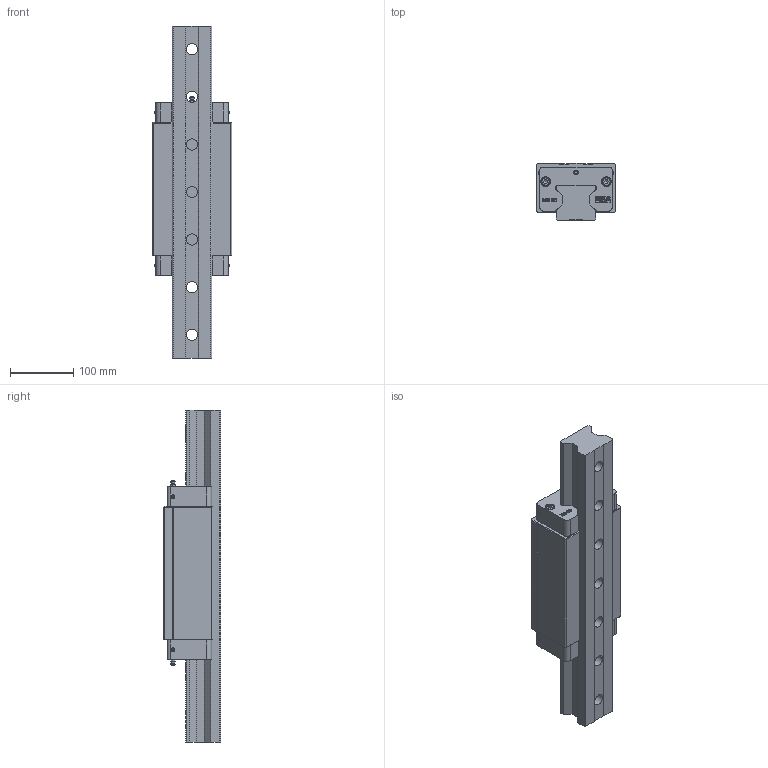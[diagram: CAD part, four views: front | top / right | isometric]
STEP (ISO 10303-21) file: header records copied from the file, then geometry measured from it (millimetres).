
FILE_DESCRIPTION((''),'2;1');
FILE_NAME('Assieme pattino MG65 SL.stp','2013-03-21T11:06:04',('ufficiotecnicodue'),(''),'Autodesk Inventor 2010','Autodesk Inventor 2010','');
FILE_SCHEMA(('AUTOMOTIVE_DESIGN { 1 0 10303 214 1 1 1 1 }'));
Length unit declared in the file: millimetre
Products named in the file (8): Assieme pattino MG65 SL; Pattino MG65 SL + TC#65; Pattino MG65 SL clienti; TC#65 clienti; Guida MG65 clienti; DIN 912 - sostituito da DIN EN ISO 4762 M8 x 30; DIN 71412 A AM 6 (conico corto); DIN 913 M6 x 6
Assembly tree (15 placements, depth 3):
  Assieme pattino MG65 SL
    Pattino MG65 SL + TC#65
      Pattino MG65 SL clienti
      TC#65 clienti  x2
    Guida MG65 clienti
    DIN 912 - sostituito da DIN EN ISO 4762 M8 x 30  x4
    DIN 71412 A AM 6 (conico corto)  x2
    DIN 913 M6 x 6  x4
Bounding box: 126 x 90 x 523 mm (x, y, z)
Volume: 3327330.3 mm3; surface area: 351893.1 mm2
Topology: 14 solids, 14 shells, 793 faces, 2021 edges, 1315 vertices
Faces by surface type: plane 497, bspline 129, cylinder 99, cone 60, torus 6, sphere 2
Full cylindrical faces by diameter (mm): 1.918 x2, 3 x2, 5.275 x2, 6 x6, 8 x6, 9 x4, 13 x6, 15 x4, 26 x7
Entity records: 14242 total; most frequent: CARTESIAN_POINT 4131, ORIENTED_EDGE 2032, DIRECTION 1867, EDGE_CURVE 1016, VECTOR 725, LINE 725, VERTEX_POINT 695, AXIS2_PLACEMENT_3D 571
